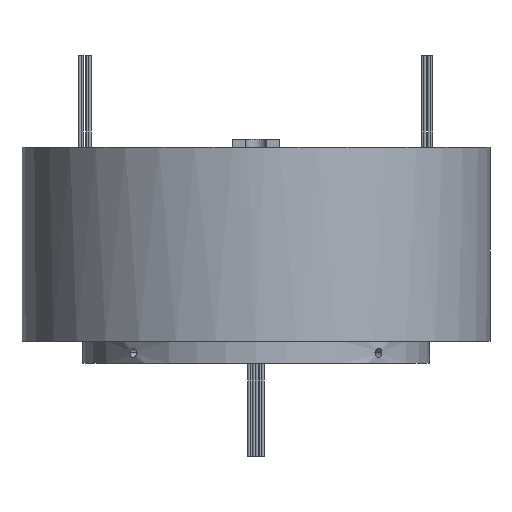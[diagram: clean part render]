
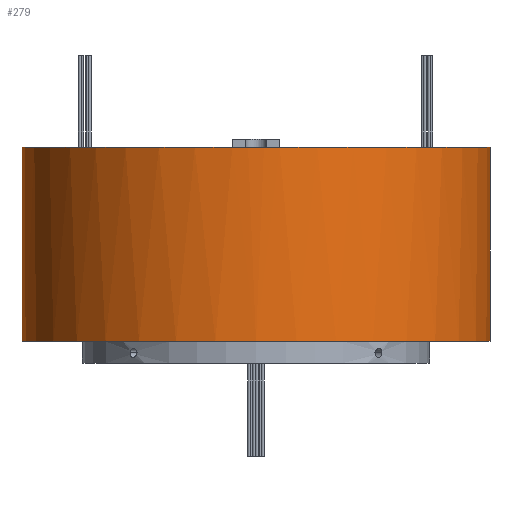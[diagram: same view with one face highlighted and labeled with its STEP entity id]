
A CAD part, front view. The second image highlights one B-rep face of the part: STEP entity #279.
In plain terms, the highlighted cylindrical face has radius 172.5 mm (diameter 345 mm), a partial arc.
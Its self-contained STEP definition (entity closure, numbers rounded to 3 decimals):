
#279=ADVANCED_FACE('',(#557),#444,.T.);
#444=CYLINDRICAL_SURFACE('',#3184,172.5);
#557=FACE_OUTER_BOUND('',#770,.T.);
#770=EDGE_LOOP('',(#1612,#1613,#1614,#1615,#1616,#1617));
#1008=LINE('',#5110,#1184);
#1009=LINE('',#5114,#1185);
#1184=VECTOR('',#3767,1.);
#1185=VECTOR('',#3770,1.);
#1612=ORIENTED_EDGE('',*,*,#2545,.F.);
#1613=ORIENTED_EDGE('',*,*,#2610,.F.);
#1614=ORIENTED_EDGE('',*,*,#2627,.F.);
#1615=ORIENTED_EDGE('',*,*,#2580,.F.);
#1616=ORIENTED_EDGE('',*,*,#2547,.T.);
#1617=ORIENTED_EDGE('',*,*,#2626,.T.);
#2270=VERTEX_POINT('',#5108);
#2272=VERTEX_POINT('',#5111);
#2273=VERTEX_POINT('',#5113);
#2274=VERTEX_POINT('',#5115);
#2287=VERTEX_POINT('',#5227);
#2294=VERTEX_POINT('',#5267);
#2545=EDGE_CURVE('',#2270,#2272,#1008,.T.);
#2547=EDGE_CURVE('',#2274,#2273,#1009,.T.);
#2580=EDGE_CURVE('',#2274,#2287,#2855,.T.);
#2610=EDGE_CURVE('',#2294,#2270,#2883,.T.);
#2626=EDGE_CURVE('',#2273,#2272,#2896,.T.);
#2627=EDGE_CURVE('',#2287,#2294,#2897,.T.);
#2855=CIRCLE('',#3133,172.5);
#2883=CIRCLE('',#3165,172.5);
#2896=CIRCLE('',#3181,172.5);
#2897=CIRCLE('',#3183,172.5);
#3133=AXIS2_PLACEMENT_3D('',#5226,#3834,#3835);
#3165=AXIS2_PLACEMENT_3D('',#5268,#3900,#3901);
#3181=AXIS2_PLACEMENT_3D('',#5354,#3933,#3934);
#3183=AXIS2_PLACEMENT_3D('',#5356,#3937,#3938);
#3184=AXIS2_PLACEMENT_3D('',#5357,#3939,#3940);
#3767=DIRECTION('',(0.,0.,-1.));
#3770=DIRECTION('',(0.,0.,-1.));
#3834=DIRECTION('',(0.,0.,1.));
#3835=DIRECTION('',(1.,0.,0.));
#3900=DIRECTION('',(0.,0.,1.));
#3901=DIRECTION('',(1.,0.,0.));
#3933=DIRECTION('',(0.,0.,1.));
#3934=DIRECTION('',(1.,0.,0.));
#3937=DIRECTION('',(0.,0.,1.));
#3938=DIRECTION('',(1.,0.,0.));
#3939=DIRECTION('',(0.,0.,-1.));
#3940=DIRECTION('',(1.,0.,0.));
#5108=CARTESIAN_POINT('',(172.5,0.,159.));
#5110=CARTESIAN_POINT('',(172.5,0.,159.));
#5111=CARTESIAN_POINT('',(172.5,0.,16.));
#5113=CARTESIAN_POINT('',(-172.5,0.,16.));
#5114=CARTESIAN_POINT('',(-172.5,0.,159.));
#5115=CARTESIAN_POINT('',(-172.5,0.,159.));
#5226=CARTESIAN_POINT('',(0.,0.,159.));
#5227=CARTESIAN_POINT('',(-17.5,-171.61,159.));
#5267=CARTESIAN_POINT('',(17.5,-171.61,159.));
#5268=CARTESIAN_POINT('',(0.,0.,159.));
#5354=CARTESIAN_POINT('',(0.,0.,16.));
#5356=CARTESIAN_POINT('',(0.,0.,159.));
#5357=CARTESIAN_POINT('',(0.,0.,159.));
